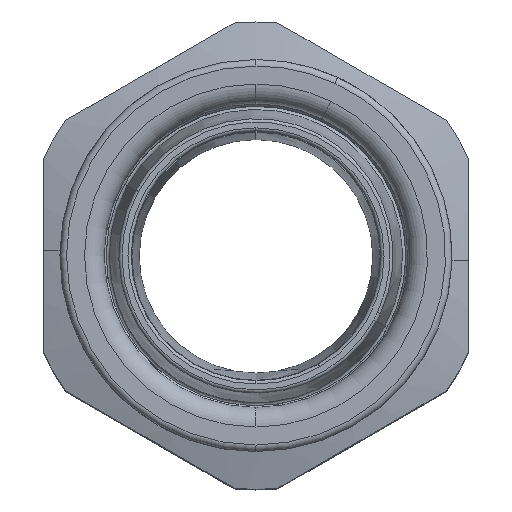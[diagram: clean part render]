
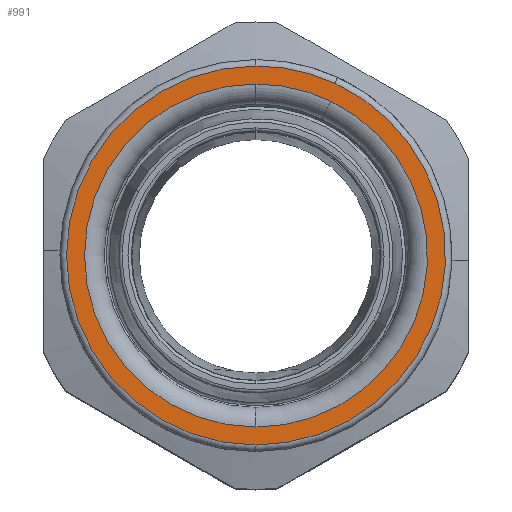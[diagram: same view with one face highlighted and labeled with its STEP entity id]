
A CAD part, top view. The second image highlights one B-rep face of the part: STEP entity #991.
In plain terms, the highlighted planar face has unit normal (0, 0, 1).
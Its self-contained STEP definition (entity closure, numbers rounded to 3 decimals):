
#855=AXIS2_PLACEMENT_3D('Circle Axis2P3D',#853,#854,$) ;
#879=AXIS2_PLACEMENT_3D('Circle Axis2P3D',#877,#878,$) ;
#896=AXIS2_PLACEMENT_3D('Circle Axis2P3D',#894,#895,$) ;
#958=AXIS2_PLACEMENT_3D('Plane Axis2P3D',#955,#956,#957) ;
#967=AXIS2_PLACEMENT_3D('Circle Axis2P3D',#965,#966,$) ;
#976=AXIS2_PLACEMENT_3D('Circle Axis2P3D',#974,#975,$) ;
#983=AXIS2_PLACEMENT_3D('Circle Axis2P3D',#981,#982,$) ;
#843=CARTESIAN_POINT('Vertex',(32.5,64.75,93.35)) ;
#850=CARTESIAN_POINT('Vertex',(32.5,6.75,93.35)) ;
#853=CARTESIAN_POINT('Axis2P3D Location',(32.5,35.75,93.35)) ;
#874=CARTESIAN_POINT('Vertex',(44.577,62.115,93.35)) ;
#877=CARTESIAN_POINT('Axis2P3D Location',(32.5,35.75,93.35)) ;
#894=CARTESIAN_POINT('Axis2P3D Location',(32.5,35.75,93.35)) ;
#955=CARTESIAN_POINT('Axis2P3D Location',(32.5,35.75,93.35)) ;
#965=CARTESIAN_POINT('Axis2P3D Location',(32.5,35.75,93.35)) ;
#969=CARTESIAN_POINT('Vertex',(43.958,59.367,93.35)) ;
#971=CARTESIAN_POINT('Vertex',(32.5,62.,93.35)) ;
#974=CARTESIAN_POINT('Axis2P3D Location',(32.5,35.75,93.35)) ;
#978=CARTESIAN_POINT('Vertex',(32.5,9.5,93.35)) ;
#981=CARTESIAN_POINT('Axis2P3D Location',(32.5,35.75,93.35)) ;
#854=DIRECTION('Axis2P3D Direction',(0.,-0.,1.)) ;
#878=DIRECTION('Axis2P3D Direction',(0.,0.,1.)) ;
#895=DIRECTION('Axis2P3D Direction',(0.,0.,1.)) ;
#956=DIRECTION('Axis2P3D Direction',(0.,0.,1.)) ;
#957=DIRECTION('Axis2P3D XDirection',(0.,1.,0.)) ;
#966=DIRECTION('Axis2P3D Direction',(0.,0.,1.)) ;
#975=DIRECTION('Axis2P3D Direction',(0.,0.,1.)) ;
#982=DIRECTION('Axis2P3D Direction',(0.,0.,1.)) ;
#961=ORIENTED_EDGE('',*,*,#857,.T.) ;
#962=ORIENTED_EDGE('',*,*,#898,.T.) ;
#963=ORIENTED_EDGE('',*,*,#881,.T.) ;
#987=ORIENTED_EDGE('',*,*,#973,.F.) ;
#988=ORIENTED_EDGE('',*,*,#980,.F.) ;
#989=ORIENTED_EDGE('',*,*,#985,.F.) ;
#990=FACE_BOUND('',#986,.T.) ;
#991=ADVANCED_FACE('PartBody',(#964,#990),#959,.T.) ;
#856=CIRCLE('generated circle',#855,29.) ;
#880=CIRCLE('generated circle',#879,29.) ;
#897=CIRCLE('generated circle',#896,29.) ;
#968=CIRCLE('generated circle',#967,26.25) ;
#977=CIRCLE('generated circle',#976,26.25) ;
#984=CIRCLE('generated circle',#983,26.25) ;
#857=EDGE_CURVE('',#844,#851,#856,.T.) ;
#881=EDGE_CURVE('',#875,#844,#880,.T.) ;
#898=EDGE_CURVE('',#851,#875,#897,.T.) ;
#973=EDGE_CURVE('',#970,#972,#968,.T.) ;
#980=EDGE_CURVE('',#979,#970,#977,.T.) ;
#985=EDGE_CURVE('',#972,#979,#984,.T.) ;
#960=EDGE_LOOP('',(#961,#962,#963)) ;
#986=EDGE_LOOP('',(#987,#988,#989)) ;
#964=FACE_OUTER_BOUND('',#960,.T.) ;
#959=PLANE('',#958) ;
#844=VERTEX_POINT('',#843) ;
#851=VERTEX_POINT('',#850) ;
#875=VERTEX_POINT('',#874) ;
#970=VERTEX_POINT('',#969) ;
#972=VERTEX_POINT('',#971) ;
#979=VERTEX_POINT('',#978) ;
